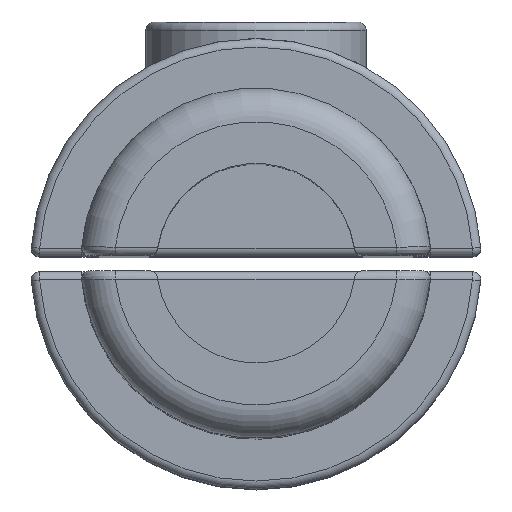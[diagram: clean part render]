
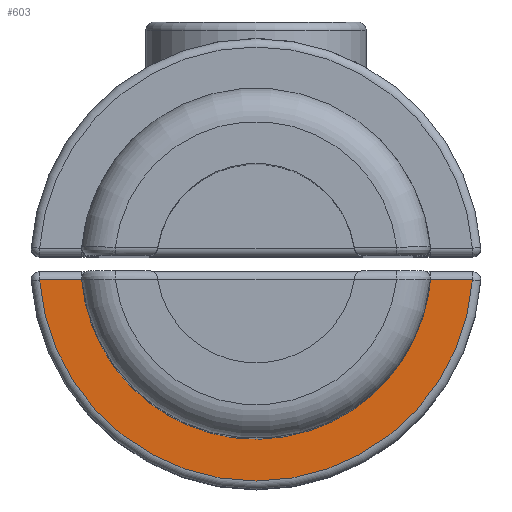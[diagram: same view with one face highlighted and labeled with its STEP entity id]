
A CAD part, top view. The second image highlights one B-rep face of the part: STEP entity #603.
In plain terms, the highlighted face is planar.
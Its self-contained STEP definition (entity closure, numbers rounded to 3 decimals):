
#345 = CARTESIAN_POINT ( 'NONE',  ( 8.698, 5.384, -10. ) ) ;
#487 = CARTESIAN_POINT ( 'NONE',  ( -9.268, 4.389, -10. ) ) ;
#513 = CARTESIAN_POINT ( 'NONE',  ( -8.619, 5.469, -10. ) ) ;
#563 = EDGE_CURVE ( 'NONE', #1405, #5135, #4972, .T. ) ;
#603 = ADVANCED_FACE ( 'NONE', ( #4269 ), #3426, .F. ) ;
#675 = AXIS2_PLACEMENT_3D ( 'NONE', #9070, #781, #9034 ) ;
#781 = DIRECTION ( 'NONE',  ( 0., 0., -1. ) ) ;
#816 = VERTEX_POINT ( 'NONE', #8784 ) ;
#842 = CARTESIAN_POINT ( 'NONE',  ( -10.226, 1.748, -10. ) ) ;
#1059 = CARTESIAN_POINT ( 'NONE',  ( 10.369, 0.788, -10. ) ) ;
#1102 = CARTESIAN_POINT ( 'NONE',  ( 6.814, 7.477, -10. ) ) ;
#1165 = CARTESIAN_POINT ( 'NONE',  ( 10.295, 1.344, -10. ) ) ;
#1166 = EDGE_CURVE ( 'NONE', #816, #1956, #2393, .T. ) ;
#1223 = EDGE_CURVE ( 'NONE', #4740, #1405, #2379, .T. ) ;
#1231 = CARTESIAN_POINT ( 'NONE',  ( -8.064, 6.227, -10. ) ) ;
#1405 = VERTEX_POINT ( 'NONE', #6951 ) ;
#1844 = CARTESIAN_POINT ( 'NONE',  ( 1.15, 9.94, -10. ) ) ;
#1857 = CARTESIAN_POINT ( 'NONE',  ( 0., 0.5, -10. ) ) ;
#1909 = CARTESIAN_POINT ( 'NONE',  ( 10.182, 1.957, -10. ) ) ;
#1956 = VERTEX_POINT ( 'NONE', #4070 ) ;
#1974 = CARTESIAN_POINT ( 'NONE',  ( -7.652, 6.694, -10. ) ) ;
#2277 = CARTESIAN_POINT ( 'NONE',  ( 10.396, 0.5, -10. ) ) ;
#2379 = CIRCLE ( 'NONE', #675, 12.95 ) ;
#2393 = B_SPLINE_CURVE_WITH_KNOTS ( 'NONE', 3,
 ( #1165, #6399, #1909, #2654, #7013, #5533, #8641, #345, #4169, #3367, #9401, #5567, #1102, #3431, #4034, #2587, #2559, #6303, #3289, #1844, #7052, #7180, #8699, #2713, #4204, #7934, #6428, #4993, #3468, #9431, #9462, #5701, #4234, #1974, #1231, #513, #8668, #4953, #487, #4548, #3025, #5312, #842, #7448, #6046, #6780 ),
 .UNSPECIFIED., .F., .F.,
 ( 4, 2, 2, 2, 2, 2, 2, 2, 2, 2, 2, 2, 2, 2, 2, 2, 2, 2, 2, 2, 2, 2, 4 ),
 ( 0.001, 0.002, 0.003, 0.005, 0.007, 0.008, 0.009, 0.011, 0.013, 0.014, 0.015, 0.016, 0.018, 0.019, 0.02, 0.022, 0.024, 0.026, 0.027, 0.027, 0.029, 0.03, 0.031 ),
 .UNSPECIFIED. ) ;
#2473 = LINE ( 'NONE', #1857, #3265 ) ;
#2559 = CARTESIAN_POINT ( 'NONE',  ( 3.884, 9.27, -10. ) ) ;
#2587 = CARTESIAN_POINT ( 'NONE',  ( 4.461, 9.021, -10. ) ) ;
#2654 = CARTESIAN_POINT ( 'NONE',  ( 10.019, 2.56, -10. ) ) ;
#2713 = CARTESIAN_POINT ( 'NONE',  ( -1.053, 9.965, -10. ) ) ;
#2862 = CARTESIAN_POINT ( 'NONE',  ( -12.915, 0.5, -10. ) ) ;
#3025 = CARTESIAN_POINT ( 'NONE',  ( -9.897, 2.963, -10. ) ) ;
#3265 = VECTOR ( 'NONE', #3346, 1000. ) ;
#3289 = CARTESIAN_POINT ( 'NONE',  ( 2.088, 9.805, -10. ) ) ;
#3346 = DIRECTION ( 'NONE',  ( -1., 0., 0. ) ) ;
#3367 = CARTESIAN_POINT ( 'NONE',  ( 7.716, 6.603, -10. ) ) ;
#3426 = PLANE ( 'NONE',  #8021 ) ;
#3431 = CARTESIAN_POINT ( 'NONE',  ( 6.088, 8.066, -10. ) ) ;
#3468 = CARTESIAN_POINT ( 'NONE',  ( -3.785, 9.294, -10. ) ) ;
#3480 = EDGE_CURVE ( 'NONE', #1956, #4740, #2473, .T. ) ;
#4034 = CARTESIAN_POINT ( 'NONE',  ( 5.569, 8.415, -10. ) ) ;
#4070 = CARTESIAN_POINT ( 'NONE',  ( -10.399, 0.5, -10. ) ) ;
#4169 = CARTESIAN_POINT ( 'NONE',  ( 8.333, 5.888, -10. ) ) ;
#4204 = CARTESIAN_POINT ( 'NONE',  ( -1.671, 9.881, -10. ) ) ;
#4234 = CARTESIAN_POINT ( 'NONE',  ( -6.744, 7.555, -10. ) ) ;
#4269 = FACE_OUTER_BOUND ( 'NONE', #5665, .T. ) ;
#4327 = ORIENTED_EDGE ( 'NONE', *, *, #9216, .F. ) ;
#4375 = B_SPLINE_CURVE_WITH_KNOTS ( 'NONE', 3,
 ( #6286, #7685, #1059, #6219 ),
 .UNSPECIFIED., .F., .F.,
 ( 4, 4 ),
 ( 0.959, 0.985 ),
 .UNSPECIFIED. ) ;
#4548 = CARTESIAN_POINT ( 'NONE',  ( -9.675, 3.546, -10. ) ) ;
#4740 = VERTEX_POINT ( 'NONE', #2862 ) ;
#4953 = CARTESIAN_POINT ( 'NONE',  ( -9.119, 4.665, -10. ) ) ;
#4972 = LINE ( 'NONE', #7927, #9631 ) ;
#4993 = CARTESIAN_POINT ( 'NONE',  ( -3.488, 9.404, -10. ) ) ;
#4996 = ORIENTED_EDGE ( 'NONE', *, *, #563, .T. ) ;
#5135 = VERTEX_POINT ( 'NONE', #2277 ) ;
#5312 = CARTESIAN_POINT ( 'NONE',  ( -10.154, 2.057, -10. ) ) ;
#5533 = CARTESIAN_POINT ( 'NONE',  ( 9.584, 3.744, -10. ) ) ;
#5567 = CARTESIAN_POINT ( 'NONE',  ( 7.048, 7.27, -10. ) ) ;
#5665 = EDGE_LOOP ( 'NONE', ( #6835, #4996, #4327, #6810, #7918 ) ) ;
#5701 = CARTESIAN_POINT ( 'NONE',  ( -6.245, 7.951, -10. ) ) ;
#6046 = CARTESIAN_POINT ( 'NONE',  ( -10.369, 0.814, -10. ) ) ;
#6219 = CARTESIAN_POINT ( 'NONE',  ( 10.396, 0.5, -10. ) ) ;
#6286 = CARTESIAN_POINT ( 'NONE',  ( 10.295, 1.344, -10. ) ) ;
#6303 = CARTESIAN_POINT ( 'NONE',  ( 2.699, 9.661, -10. ) ) ;
#6399 = CARTESIAN_POINT ( 'NONE',  ( 10.243, 1.652, -10. ) ) ;
#6428 = CARTESIAN_POINT ( 'NONE',  ( -2.888, 9.595, -10. ) ) ;
#6454 = DIRECTION ( 'NONE',  ( -1., 0., 0. ) ) ;
#6780 = CARTESIAN_POINT ( 'NONE',  ( -10.399, 0.5, -10. ) ) ;
#6810 = ORIENTED_EDGE ( 'NONE', *, *, #1166, .T. ) ;
#6835 = ORIENTED_EDGE ( 'NONE', *, *, #1223, .T. ) ;
#6951 = CARTESIAN_POINT ( 'NONE',  ( 12.915, 0.5, -10. ) ) ;
#7013 = CARTESIAN_POINT ( 'NONE',  ( 9.917, 2.858, -10. ) ) ;
#7052 = CARTESIAN_POINT ( 'NONE',  ( 0.836, 9.971, -10. ) ) ;
#7173 = DIRECTION ( 'NONE',  ( 0., 0., 1. ) ) ;
#7180 = CARTESIAN_POINT ( 'NONE',  ( 0.206, 10.003, -10. ) ) ;
#7448 = CARTESIAN_POINT ( 'NONE',  ( -10.334, 1.127, -10. ) ) ;
#7685 = CARTESIAN_POINT ( 'NONE',  ( 10.338, 1.072, -10. ) ) ;
#7918 = ORIENTED_EDGE ( 'NONE', *, *, #3480, .T. ) ;
#7927 = CARTESIAN_POINT ( 'NONE',  ( 0., 0.5, -10. ) ) ;
#7934 = CARTESIAN_POINT ( 'NONE',  ( -2.585, 9.677, -10. ) ) ;
#7988 = CARTESIAN_POINT ( 'NONE',  ( 0., -0.45, -10. ) ) ;
#8021 = AXIS2_PLACEMENT_3D ( 'NONE', #7988, #7173, #8761 ) ;
#8641 = CARTESIAN_POINT ( 'NONE',  ( 9.324, 4.312, -10. ) ) ;
#8668 = CARTESIAN_POINT ( 'NONE',  ( -8.794, 5.205, -10. ) ) ;
#8699 = CARTESIAN_POINT ( 'NONE',  ( -0.111, 10.005, -10. ) ) ;
#8761 = DIRECTION ( 'NONE',  ( 1., 0., 0. ) ) ;
#8784 = CARTESIAN_POINT ( 'NONE',  ( 10.295, 1.344, -10. ) ) ;
#9034 = DIRECTION ( 'NONE',  ( 1., 0., 0. ) ) ;
#9070 = CARTESIAN_POINT ( 'NONE',  ( 0., -0.45, -10. ) ) ;
#9216 = EDGE_CURVE ( 'NONE', #816, #5135, #4375, .T. ) ;
#9401 = CARTESIAN_POINT ( 'NONE',  ( 7.498, 6.834, -10. ) ) ;
#9431 = CARTESIAN_POINT ( 'NONE',  ( -4.651, 8.929, -10. ) ) ;
#9462 = CARTESIAN_POINT ( 'NONE',  ( -5.2, 8.636, -10. ) ) ;
#9631 = VECTOR ( 'NONE', #6454, 1000. ) ;
